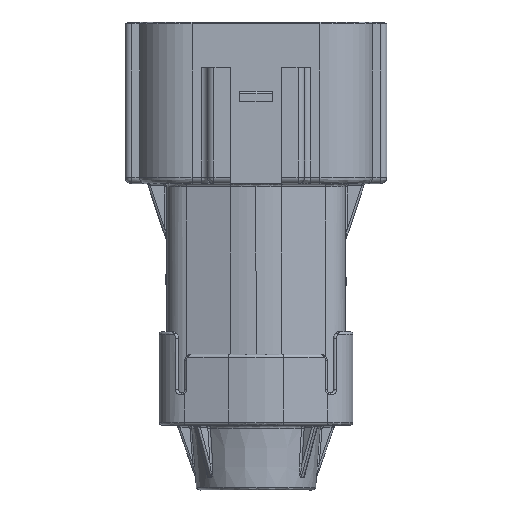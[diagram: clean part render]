
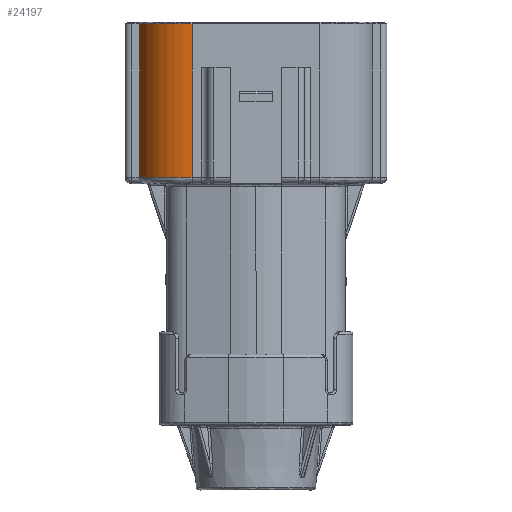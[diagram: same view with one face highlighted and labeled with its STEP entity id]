
A CAD part, front view. The second image highlights one B-rep face of the part: STEP entity #24197.
In plain terms, the highlighted cylindrical face has radius 8.45 mm (diameter 16.9 mm), a partial arc.
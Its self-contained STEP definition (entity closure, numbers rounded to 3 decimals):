
#5331 = DIRECTION ( 'NONE',  ( 0., 0., 1. ) ) ;
#7205 = DIRECTION ( 'NONE',  ( 1., 0., 0. ) ) ;
#7781 = CIRCLE ( 'NONE', #51885, 8.45 ) ;
#9619 = CIRCLE ( 'NONE', #31718, 8.45 ) ;
#14141 = CARTESIAN_POINT ( 'NONE',  ( -17.744, -5.815, 16.753 ) ) ;
#20683 = AXIS2_PLACEMENT_3D ( 'NONE', #38402, #63252, #97813 ) ;
#24197 = ADVANCED_FACE ( 'NONE', ( #36387 ), #65569, .T. ) ;
#25927 = ORIENTED_EDGE ( 'NONE', *, *, #36791, .T. ) ;
#27401 = DIRECTION ( 'NONE',  ( 0., 0., -1. ) ) ;
#31718 = AXIS2_PLACEMENT_3D ( 'NONE', #32571, #84130, #7205 ) ;
#31939 = LINE ( 'NONE', #53355, #79780 ) ;
#32571 = CARTESIAN_POINT ( 'NONE',  ( -9.627, -3.465, -6.947 ) ) ;
#36387 = FACE_OUTER_BOUND ( 'NONE', #98315, .T. ) ;
#36791 = EDGE_CURVE ( 'NONE', #64038, #62884, #31939, .T. ) ;
#38402 = CARTESIAN_POINT ( 'NONE',  ( -9.627, -3.465, 17.053 ) ) ;
#39029 = CARTESIAN_POINT ( 'NONE',  ( -17.744, -5.815, -6.947 ) ) ;
#39313 = CARTESIAN_POINT ( 'NONE',  ( -9.627, -11.915, 16.753 ) ) ;
#42000 = LINE ( 'NONE', #98992, #55188 ) ;
#42487 = ORIENTED_EDGE ( 'NONE', *, *, #63756, .T. ) ;
#42927 = VERTEX_POINT ( 'NONE', #39313 ) ;
#44743 = CARTESIAN_POINT ( 'NONE',  ( -9.627, -3.465, 16.753 ) ) ;
#51885 = AXIS2_PLACEMENT_3D ( 'NONE', #44743, #87073, #78539 ) ;
#53355 = CARTESIAN_POINT ( 'NONE',  ( -17.744, -5.815, 17.053 ) ) ;
#55188 = VECTOR ( 'NONE', #5331, 1000. ) ;
#60199 = ORIENTED_EDGE ( 'NONE', *, *, #81310, .T. ) ;
#62884 = VERTEX_POINT ( 'NONE', #39029 ) ;
#63252 = DIRECTION ( 'NONE',  ( 0., 0., -1. ) ) ;
#63756 = EDGE_CURVE ( 'NONE', #42927, #64038, #7781, .T. ) ;
#64038 = VERTEX_POINT ( 'NONE', #14141 ) ;
#65569 = CYLINDRICAL_SURFACE ( 'NONE', #20683, 8.45 ) ;
#69884 = CARTESIAN_POINT ( 'NONE',  ( -9.627, -11.915, -6.947 ) ) ;
#78539 = DIRECTION ( 'NONE',  ( 0., 1., 0. ) ) ;
#79780 = VECTOR ( 'NONE', #27401, 1000. ) ;
#80052 = VERTEX_POINT ( 'NONE', #69884 ) ;
#81310 = EDGE_CURVE ( 'NONE', #80052, #42927, #42000, .T. ) ;
#83243 = EDGE_CURVE ( 'NONE', #80052, #62884, #9619, .T. ) ;
#84130 = DIRECTION ( 'NONE',  ( 0., 0., -1. ) ) ;
#87073 = DIRECTION ( 'NONE',  ( 0., 0., -1. ) ) ;
#97813 = DIRECTION ( 'NONE',  ( 0., 1., 0. ) ) ;
#98315 = EDGE_LOOP ( 'NONE', ( #25927, #106339, #60199, #42487 ) ) ;
#98992 = CARTESIAN_POINT ( 'NONE',  ( -9.627, -11.915, 17.053 ) ) ;
#106339 = ORIENTED_EDGE ( 'NONE', *, *, #83243, .F. ) ;
